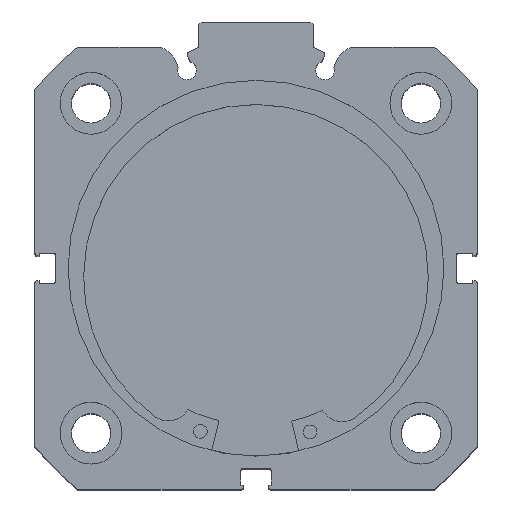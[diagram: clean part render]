
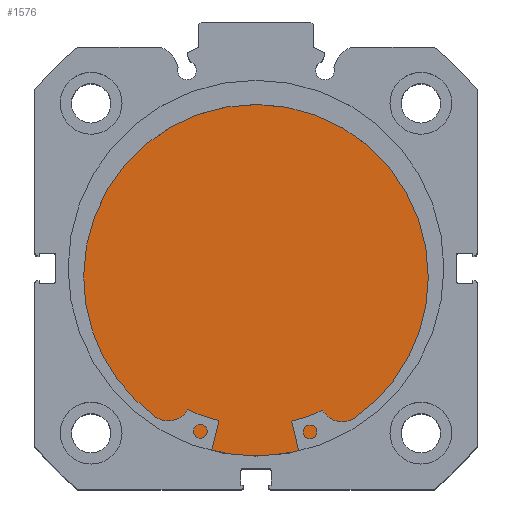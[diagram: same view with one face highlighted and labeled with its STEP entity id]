
A CAD part, top view. The second image highlights one B-rep face of the part: STEP entity #1576.
In plain terms, the highlighted face is planar.
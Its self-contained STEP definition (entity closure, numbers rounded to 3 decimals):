
#1 = CARTESIAN_POINT ( 'NONE',  ( 12., 0., -41. ) ) ;
#19 = CARTESIAN_POINT ( 'NONE',  ( 12., 0., 41. ) ) ;
#63 = ORIENTED_EDGE ( 'NONE', *, *, #2185, .F. ) ;
#82 = ORIENTED_EDGE ( 'NONE', *, *, #2179, .F. ) ;
#1347 = DIRECTION ( 'NONE',  ( 0., 0., 1. ) ) ;
#1349 = DIRECTION ( 'NONE',  ( -1., 0., 0. ) ) ;
#1352 = PLANE ( 'NONE',  #2412 ) ;
#1354 = CARTESIAN_POINT ( 'NONE',  ( 12., 41., 0. ) ) ;
#1473 = VERTEX_POINT ( 'NONE', #19 ) ;
#1487 = VERTEX_POINT ( 'NONE', #1 ) ;
#1576 = ADVANCED_FACE ( 'NONE', ( #4082 ), #1352, .F. ) ;
#2179 = EDGE_CURVE ( 'NONE', #1473, #1487, #4950, .T. ) ;
#2185 = EDGE_CURVE ( 'NONE', #1487, #1473, #4959, .T. ) ;
#2412 = AXIS2_PLACEMENT_3D ( 'NONE', #1354, #1349, #1347 ) ;
#2718 = AXIS2_PLACEMENT_3D ( 'NONE', #5899, #5900, #5901 ) ;
#2720 = AXIS2_PLACEMENT_3D ( 'NONE', #5915, #5917, #5918 ) ;
#4082 = FACE_OUTER_BOUND ( 'NONE', #6893, .T. ) ;
#4950 = CIRCLE ( 'NONE', #2718, 41. ) ;
#4959 = CIRCLE ( 'NONE', #2720, 41. ) ;
#5899 = CARTESIAN_POINT ( 'NONE',  ( 12., 0., 0. ) ) ;
#5900 = DIRECTION ( 'NONE',  ( -1., 0., 0. ) ) ;
#5901 = DIRECTION ( 'NONE',  ( 0., 0., 1. ) ) ;
#5915 = CARTESIAN_POINT ( 'NONE',  ( 12., 0., 0. ) ) ;
#5917 = DIRECTION ( 'NONE',  ( -1., 0., 0. ) ) ;
#5918 = DIRECTION ( 'NONE',  ( 0., 0., 1. ) ) ;
#6893 = EDGE_LOOP ( 'NONE', ( #82, #63 ) ) ;
